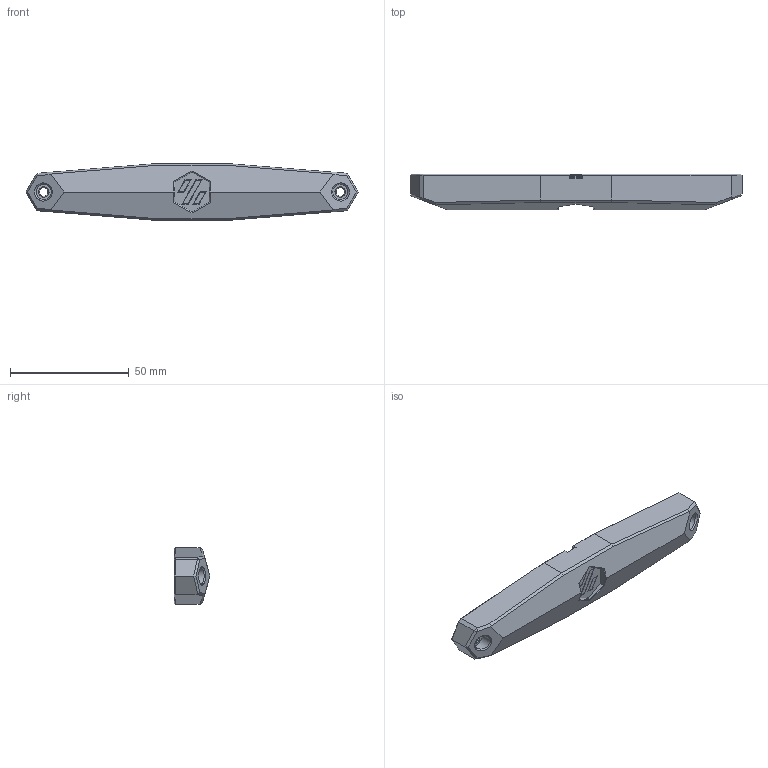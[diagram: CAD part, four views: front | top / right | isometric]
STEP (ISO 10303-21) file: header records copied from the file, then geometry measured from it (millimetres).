
FILE_DESCRIPTION(/* description */ ('STEP AP242','CAx-IF Rec.Pracs.---Representation and Presentation of Product Manufacturing Information (PMI)---4.0---2014-10-13','CAx-IF Rec.Pracs.---3D Tessellated Geometry---0.4---2014-09-14','2;1'),/* implementation_level */ '2;1');
FILE_NAME(/* name */ '68addcf0e7679577d6ffba40',/* time_stamp */ '2025-08-26T16:12:32Z',/* author */ (''),/* organization */ (''),/* preprocessor_version */ 'ST-DEVELOPER v20',/* originating_system */ 'ONSHAPE BY PTC INC, 1.202',/* authorisation */ ' ');
FILE_SCHEMA (('AP242_MANAGED_MODEL_BASED_3D_ENGINEERING_MIM_LF { 1 0 10303 442 1 1 4 }'));
Length unit declared in the file: metre
Products named in the file (6): Bed LED Bar; [b] - LED Back; rgbw_led_pcb (1); Bed Front; [c]_stealthburner_LED_diffuser-beta3 (1); [b] - LED Mask
Assembly tree (5 placements, depth 2):
  Bed LED Bar
    [b] - LED Back
    rgbw_led_pcb (1)
    Bed Front
    [c]_stealthburner_LED_diffuser-beta3 (1)
    [b] - LED Mask
Bounding box: 140 x 15 x 24 mm (x, y, z)
Volume: 34134.4 mm3; surface area: 13786.2 mm2
Topology: 5 solids, 5 shells, 481 faces, 1238 edges, 783 vertices
Faces by surface type: plane 391, cylinder 46, cone 42, bspline 2
Full cylindrical faces by diameter (mm): 1.85 x8, 3.6 x4, 3.8 x1, 4.6 x2, 6.5 x4, 9.5 x1, 10 x1
Entity records: 14894 total; most frequent: CARTESIAN_POINT 2729, ORIENTED_EDGE 2342, DIRECTION 2252, EDGE_CURVE 1171, LINE 984, VECTOR 984, VERTEX_POINT 770, AXIS2_PLACEMENT_3D 634
